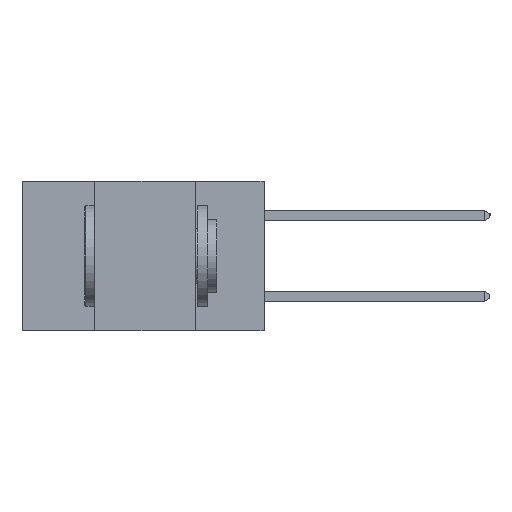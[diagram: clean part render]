
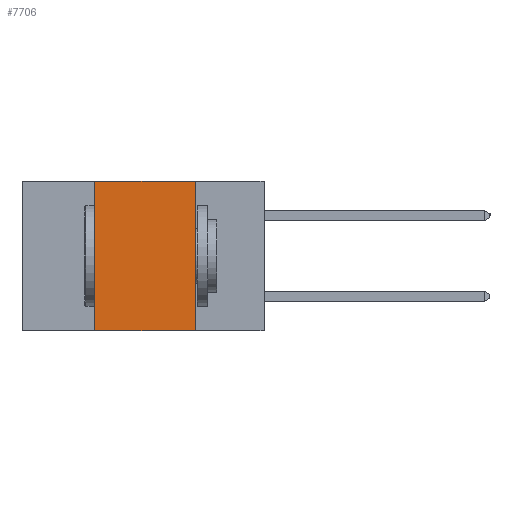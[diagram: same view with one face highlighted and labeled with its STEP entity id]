
A CAD part, left-side view. The second image highlights one B-rep face of the part: STEP entity #7706.
In plain terms, the highlighted planar face has unit normal (-1, 0, 0).
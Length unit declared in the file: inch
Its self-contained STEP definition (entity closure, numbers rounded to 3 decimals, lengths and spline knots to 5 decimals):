
#346 = EDGE_CURVE ( 'NONE', #3578, #18252, #15392, .T. ) ;
#582 = LINE ( 'NONE', #8153, #3138 ) ;
#781 = LINE ( 'NONE', #17036, #17550 ) ;
#1403 = ORIENTED_EDGE ( 'NONE', *, *, #4739, .T. ) ;
#2712 = DIRECTION ( 'NONE',  ( 1., 0., 0. ) ) ;
#2897 = DIRECTION ( 'NONE',  ( 0., 0., -1. ) ) ;
#3138 = VECTOR ( 'NONE', #13741, 39.37008 ) ;
#3428 = AXIS2_PLACEMENT_3D ( 'NONE', #7452, #2712, #16332 ) ;
#3578 = VERTEX_POINT ( 'NONE', #15943 ) ;
#3597 = DIRECTION ( 'NONE',  ( 0., -1., 0. ) ) ;
#4739 = EDGE_CURVE ( 'NONE', #16451, #6555, #582, .T. ) ;
#6555 = VERTEX_POINT ( 'NONE', #13506 ) ;
#7262 = PLANE ( 'NONE',  #3428 ) ;
#7452 = CARTESIAN_POINT ( 'NONE',  ( 0., 0.6, 0. ) ) ;
#7484 = ORIENTED_EDGE ( 'NONE', *, *, #346, .F. ) ;
#7706 = ADVANCED_FACE ( 'NONE', ( #11617 ), #7262, .F. ) ;
#8153 = CARTESIAN_POINT ( 'NONE',  ( 0., 0.6, -0.37 ) ) ;
#9875 = CARTESIAN_POINT ( 'NONE',  ( 0., 0.17, 0. ) ) ;
#10136 = VECTOR ( 'NONE', #2897, 39.37008 ) ;
#11068 = EDGE_LOOP ( 'NONE', ( #12127, #7484, #14674, #1403 ) ) ;
#11617 = FACE_OUTER_BOUND ( 'NONE', #11068, .T. ) ;
#12127 = ORIENTED_EDGE ( 'NONE', *, *, #16322, .F. ) ;
#13223 = LINE ( 'NONE', #19033, #10136 ) ;
#13506 = CARTESIAN_POINT ( 'NONE',  ( 0., 0.17, -0.37 ) ) ;
#13741 = DIRECTION ( 'NONE',  ( 0., -1., 0. ) ) ;
#14329 = DIRECTION ( 'NONE',  ( 0., 0., 1. ) ) ;
#14674 = ORIENTED_EDGE ( 'NONE', *, *, #17128, .F. ) ;
#15392 = LINE ( 'NONE', #16850, #16339 ) ;
#15943 = CARTESIAN_POINT ( 'NONE',  ( 0., 0.42, 0. ) ) ;
#16322 = EDGE_CURVE ( 'NONE', #18252, #6555, #13223, .T. ) ;
#16332 = DIRECTION ( 'NONE',  ( 0., 0., -1. ) ) ;
#16339 = VECTOR ( 'NONE', #3597, 39.37008 ) ;
#16451 = VERTEX_POINT ( 'NONE', #17955 ) ;
#16850 = CARTESIAN_POINT ( 'NONE',  ( 0., 0.6, 0. ) ) ;
#17036 = CARTESIAN_POINT ( 'NONE',  ( 0., 0.42, -0.37 ) ) ;
#17128 = EDGE_CURVE ( 'NONE', #16451, #3578, #781, .T. ) ;
#17550 = VECTOR ( 'NONE', #14329, 39.37008 ) ;
#17955 = CARTESIAN_POINT ( 'NONE',  ( 0., 0.42, -0.37 ) ) ;
#18252 = VERTEX_POINT ( 'NONE', #9875 ) ;
#19033 = CARTESIAN_POINT ( 'NONE',  ( 0., 0.17, -0.37 ) ) ;
